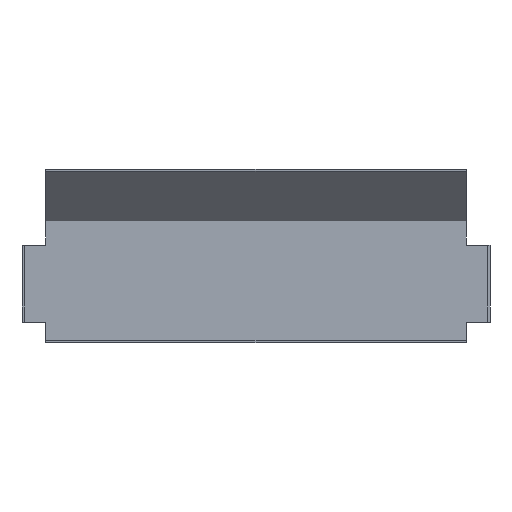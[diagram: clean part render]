
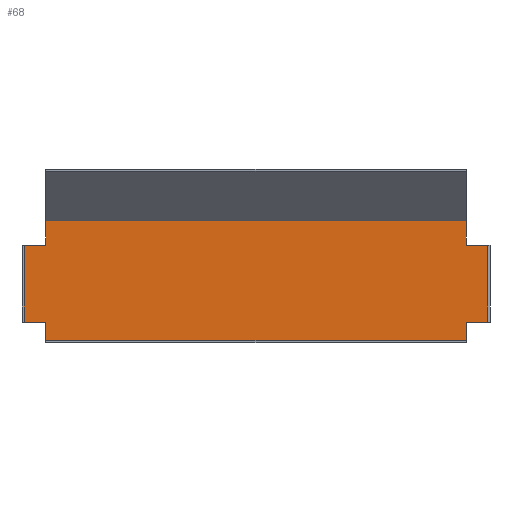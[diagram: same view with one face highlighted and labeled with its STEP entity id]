
A CAD part, front view. The second image highlights one B-rep face of the part: STEP entity #68.
In plain terms, the highlighted planar face has unit normal (0, -1, 0).
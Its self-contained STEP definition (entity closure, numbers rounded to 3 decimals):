
#6 = EDGE_CURVE ( 'NONE', #372, #1358, #884, .T. ) ;
#12 = VECTOR ( 'NONE', #1115, 1000. ) ;
#16 = EDGE_CURVE ( 'NONE', #803, #305, #1269, .T. ) ;
#26 = EDGE_CURVE ( 'NONE', #951, #265, #919, .T. ) ;
#39 = LINE ( 'NONE', #1525, #425 ) ;
#45 = DIRECTION ( 'NONE',  ( 0., 0., -1. ) ) ;
#53 = LINE ( 'NONE', #274, #1423 ) ;
#54 = PLANE ( 'NONE',  #628 ) ;
#68 = ADVANCED_FACE ( 'NONE', ( #1507 ), #54, .F. ) ;
#75 = DIRECTION ( 'NONE',  ( 0., 0., -1. ) ) ;
#89 = VERTEX_POINT ( 'NONE', #1535 ) ;
#122 = CARTESIAN_POINT ( 'NONE',  ( 136.5, -1.5, 40. ) ) ;
#131 = ORIENTED_EDGE ( 'NONE', *, *, #1505, .T. ) ;
#138 = LINE ( 'NONE', #1717, #1546 ) ;
#143 = VERTEX_POINT ( 'NONE', #681 ) ;
#152 = CARTESIAN_POINT ( 'NONE',  ( 150.5, -1.5, 0. ) ) ;
#162 = VERTEX_POINT ( 'NONE', #444 ) ;
#169 = CARTESIAN_POINT ( 'NONE',  ( -136.5, -1.5, -32.5 ) ) ;
#199 = EDGE_CURVE ( 'NONE', #162, #766, #424, .T. ) ;
#214 = VECTOR ( 'NONE', #1669, 1000. ) ;
#225 = ORIENTED_EDGE ( 'NONE', *, *, #639, .T. ) ;
#235 = EDGE_CURVE ( 'NONE', #886, #1272, #39, .T. ) ;
#244 = ORIENTED_EDGE ( 'NONE', *, *, #840, .F. ) ;
#263 = CARTESIAN_POINT ( 'NONE',  ( -150.5, -1.5, -26.5 ) ) ;
#265 = VERTEX_POINT ( 'NONE', #1282 ) ;
#274 = CARTESIAN_POINT ( 'NONE',  ( 144.5, -1.5, 23.5 ) ) ;
#293 = LINE ( 'NONE', #1324, #1617 ) ;
#299 = ORIENTED_EDGE ( 'NONE', *, *, #1417, .F. ) ;
#300 = CARTESIAN_POINT ( 'NONE',  ( 136.5, -1.5, 40. ) ) ;
#305 = VERTEX_POINT ( 'NONE', #1292 ) ;
#328 = DIRECTION ( 'NONE',  ( 0., 0., -1. ) ) ;
#342 = DIRECTION ( 'NONE',  ( 0., 0., -1. ) ) ;
#353 = CARTESIAN_POINT ( 'NONE',  ( -136.5, -1.5, -32.5 ) ) ;
#368 = EDGE_CURVE ( 'NONE', #766, #571, #1044, .T. ) ;
#372 = VERTEX_POINT ( 'NONE', #458 ) ;
#410 = VECTOR ( 'NONE', #328, 1000. ) ;
#417 = DIRECTION ( 'NONE',  ( 0., 0., 1. ) ) ;
#424 = LINE ( 'NONE', #122, #520 ) ;
#425 = VECTOR ( 'NONE', #1528, 1000. ) ;
#430 = CARTESIAN_POINT ( 'NONE',  ( -136.5, -1.5, -38.5 ) ) ;
#431 = ORIENTED_EDGE ( 'NONE', *, *, #368, .F. ) ;
#435 = LINE ( 'NONE', #982, #12 ) ;
#443 = VERTEX_POINT ( 'NONE', #1127 ) ;
#444 = CARTESIAN_POINT ( 'NONE',  ( 136.5, -1.5, -26.5 ) ) ;
#454 = VECTOR ( 'NONE', #621, 1000. ) ;
#458 = CARTESIAN_POINT ( 'NONE',  ( -144.5, -1.5, -26.5 ) ) ;
#465 = DIRECTION ( 'NONE',  ( 1., 0., 0. ) ) ;
#468 = VECTOR ( 'NONE', #735, 1000. ) ;
#485 = CARTESIAN_POINT ( 'NONE',  ( 136.5, -1.5, 36.893 ) ) ;
#493 = EDGE_CURVE ( 'NONE', #1563, #89, #1512, .T. ) ;
#502 = CARTESIAN_POINT ( 'NONE',  ( 136.5, -1.5, 40. ) ) ;
#504 = ORIENTED_EDGE ( 'NONE', *, *, #1249, .T. ) ;
#511 = LINE ( 'NONE', #1587, #1491 ) ;
#520 = VECTOR ( 'NONE', #45, 1000. ) ;
#528 = VECTOR ( 'NONE', #952, 1000. ) ;
#553 = DIRECTION ( 'NONE',  ( -1., 0., 0. ) ) ;
#561 = ORIENTED_EDGE ( 'NONE', *, *, #493, .F. ) ;
#571 = VERTEX_POINT ( 'NONE', #1329 ) ;
#598 = DIRECTION ( 'NONE',  ( 0., 0., -1. ) ) ;
#600 = LINE ( 'NONE', #1687, #890 ) ;
#602 = CARTESIAN_POINT ( 'NONE',  ( -136.5, -1.5, 40. ) ) ;
#620 = LINE ( 'NONE', #1556, #1579 ) ;
#621 = DIRECTION ( 'NONE',  ( 0., 0., -1. ) ) ;
#628 = AXIS2_PLACEMENT_3D ( 'NONE', #502, #764, #707 ) ;
#639 = EDGE_CURVE ( 'NONE', #143, #907, #717, .T. ) ;
#651 = LINE ( 'NONE', #1063, #946 ) ;
#655 = DIRECTION ( 'NONE',  ( 1., 0., 0. ) ) ;
#660 = VECTOR ( 'NONE', #655, 1000. ) ;
#675 = DIRECTION ( 'NONE',  ( 0., 0., 1. ) ) ;
#681 = CARTESIAN_POINT ( 'NONE',  ( -136.5, -1.5, -26.5 ) ) ;
#690 = EDGE_CURVE ( 'NONE', #1212, #443, #881, .T. ) ;
#707 = DIRECTION ( 'NONE',  ( 0., 0., 1. ) ) ;
#708 = VECTOR ( 'NONE', #598, 1000. ) ;
#717 = LINE ( 'NONE', #824, #708 ) ;
#726 = CARTESIAN_POINT ( 'NONE',  ( 144.5, -1.5, -26.5 ) ) ;
#735 = DIRECTION ( 'NONE',  ( 0., 0., -1. ) ) ;
#764 = DIRECTION ( 'NONE',  ( 0., 1., 0. ) ) ;
#766 = VERTEX_POINT ( 'NONE', #1677 ) ;
#771 = ORIENTED_EDGE ( 'NONE', *, *, #893, .T. ) ;
#780 = VECTOR ( 'NONE', #1291, 1000. ) ;
#792 = CARTESIAN_POINT ( 'NONE',  ( -144.5, -1.5, 23.5 ) ) ;
#799 = CARTESIAN_POINT ( 'NONE',  ( 144.5, -1.5, -26.5 ) ) ;
#803 = VERTEX_POINT ( 'NONE', #792 ) ;
#824 = CARTESIAN_POINT ( 'NONE',  ( -136.5, -1.5, 40. ) ) ;
#825 = VERTEX_POINT ( 'NONE', #1446 ) ;
#828 = DIRECTION ( 'NONE',  ( 1., 0., 0. ) ) ;
#840 = EDGE_CURVE ( 'NONE', #951, #162, #931, .T. ) ;
#844 = CARTESIAN_POINT ( 'NONE',  ( 144.5, -1.5, 23.5 ) ) ;
#872 = EDGE_CURVE ( 'NONE', #1514, #825, #600, .T. ) ;
#881 = LINE ( 'NONE', #602, #468 ) ;
#884 = LINE ( 'NONE', #1662, #780 ) ;
#886 = VERTEX_POINT ( 'NONE', #844 ) ;
#890 = VECTOR ( 'NONE', #75, 1000. ) ;
#893 = EDGE_CURVE ( 'NONE', #372, #143, #511, .T. ) ;
#907 = VERTEX_POINT ( 'NONE', #169 ) ;
#919 = LINE ( 'NONE', #1123, #660 ) ;
#931 = LINE ( 'NONE', #799, #214 ) ;
#946 = VECTOR ( 'NONE', #342, 1000. ) ;
#951 = VERTEX_POINT ( 'NONE', #726 ) ;
#952 = DIRECTION ( 'NONE',  ( 1., 0., 0. ) ) ;
#956 = EDGE_CURVE ( 'NONE', #1256, #571, #435, .T. ) ;
#961 = ORIENTED_EDGE ( 'NONE', *, *, #16, .T. ) ;
#982 = CARTESIAN_POINT ( 'NONE',  ( 136.5, -1.5, -38.5 ) ) ;
#1012 = EDGE_LOOP ( 'NONE', ( #1225, #1210, #961, #1667, #1513, #771, #225, #131, #1022, #431, #1518, #244, #1488, #1348, #1721, #504, #1605, #1468, #561, #299 ) ) ;
#1022 = ORIENTED_EDGE ( 'NONE', *, *, #956, .T. ) ;
#1044 = LINE ( 'NONE', #300, #410 ) ;
#1063 = CARTESIAN_POINT ( 'NONE',  ( -150.5, -1.5, 0. ) ) ;
#1064 = EDGE_CURVE ( 'NONE', #265, #1272, #1340, .T. ) ;
#1115 = DIRECTION ( 'NONE',  ( 1., 0., 0. ) ) ;
#1123 = CARTESIAN_POINT ( 'NONE',  ( 144.5, -1.5, -26.5 ) ) ;
#1127 = CARTESIAN_POINT ( 'NONE',  ( -136.5, -1.5, 23.5 ) ) ;
#1161 = EDGE_CURVE ( 'NONE', #803, #443, #138, .T. ) ;
#1201 = CARTESIAN_POINT ( 'NONE',  ( -136.5, -1.5, 36.893 ) ) ;
#1210 = ORIENTED_EDGE ( 'NONE', *, *, #1161, .F. ) ;
#1212 = VERTEX_POINT ( 'NONE', #1201 ) ;
#1225 = ORIENTED_EDGE ( 'NONE', *, *, #690, .T. ) ;
#1249 = EDGE_CURVE ( 'NONE', #886, #825, #53, .T. ) ;
#1256 = VERTEX_POINT ( 'NONE', #430 ) ;
#1269 = LINE ( 'NONE', #1399, #1586 ) ;
#1272 = VERTEX_POINT ( 'NONE', #1686 ) ;
#1282 = CARTESIAN_POINT ( 'NONE',  ( 150.5, -1.5, -26.5 ) ) ;
#1291 = DIRECTION ( 'NONE',  ( -1., 0., 0. ) ) ;
#1292 = CARTESIAN_POINT ( 'NONE',  ( -150.5, -1.5, 23.5 ) ) ;
#1296 = VECTOR ( 'NONE', #1592, 1000. ) ;
#1324 = CARTESIAN_POINT ( 'NONE',  ( 136.5, -1.5, 36.893 ) ) ;
#1329 = CARTESIAN_POINT ( 'NONE',  ( 136.5, -1.5, -38.5 ) ) ;
#1340 = LINE ( 'NONE', #152, #1296 ) ;
#1348 = ORIENTED_EDGE ( 'NONE', *, *, #1064, .T. ) ;
#1358 = VERTEX_POINT ( 'NONE', #263 ) ;
#1361 = CARTESIAN_POINT ( 'NONE',  ( 136.5, -1.5, 39.379 ) ) ;
#1362 = EDGE_CURVE ( 'NONE', #1514, #89, #293, .T. ) ;
#1386 = EDGE_CURVE ( 'NONE', #305, #1358, #651, .T. ) ;
#1392 = DIRECTION ( 'NONE',  ( -1., 0., 0. ) ) ;
#1399 = CARTESIAN_POINT ( 'NONE',  ( -144.5, -1.5, 23.5 ) ) ;
#1417 = EDGE_CURVE ( 'NONE', #1212, #1563, #620, .T. ) ;
#1423 = VECTOR ( 'NONE', #553, 1000. ) ;
#1446 = CARTESIAN_POINT ( 'NONE',  ( 136.5, -1.5, 23.5 ) ) ;
#1468 = ORIENTED_EDGE ( 'NONE', *, *, #1362, .T. ) ;
#1471 = LINE ( 'NONE', #353, #454 ) ;
#1488 = ORIENTED_EDGE ( 'NONE', *, *, #26, .T. ) ;
#1491 = VECTOR ( 'NONE', #465, 1000. ) ;
#1505 = EDGE_CURVE ( 'NONE', #907, #1256, #1471, .T. ) ;
#1507 = FACE_OUTER_BOUND ( 'NONE', #1012, .T. ) ;
#1512 = LINE ( 'NONE', #1361, #528 ) ;
#1513 = ORIENTED_EDGE ( 'NONE', *, *, #6, .F. ) ;
#1514 = VERTEX_POINT ( 'NONE', #485 ) ;
#1518 = ORIENTED_EDGE ( 'NONE', *, *, #199, .F. ) ;
#1525 = CARTESIAN_POINT ( 'NONE',  ( 136.5, -1.5, 23.5 ) ) ;
#1528 = DIRECTION ( 'NONE',  ( 1., 0., 0. ) ) ;
#1535 = CARTESIAN_POINT ( 'NONE',  ( 136.5, -1.5, 39.379 ) ) ;
#1536 = CARTESIAN_POINT ( 'NONE',  ( -136.5, -1.5, 39.379 ) ) ;
#1546 = VECTOR ( 'NONE', #828, 1000. ) ;
#1556 = CARTESIAN_POINT ( 'NONE',  ( -136.5, -1.5, 40. ) ) ;
#1563 = VERTEX_POINT ( 'NONE', #1536 ) ;
#1579 = VECTOR ( 'NONE', #675, 1000. ) ;
#1586 = VECTOR ( 'NONE', #1392, 1000. ) ;
#1587 = CARTESIAN_POINT ( 'NONE',  ( -144.5, -1.5, -26.5 ) ) ;
#1592 = DIRECTION ( 'NONE',  ( 0., 0., 1. ) ) ;
#1605 = ORIENTED_EDGE ( 'NONE', *, *, #872, .F. ) ;
#1617 = VECTOR ( 'NONE', #417, 1000. ) ;
#1662 = CARTESIAN_POINT ( 'NONE',  ( 136.5, -1.5, -26.5 ) ) ;
#1667 = ORIENTED_EDGE ( 'NONE', *, *, #1386, .T. ) ;
#1669 = DIRECTION ( 'NONE',  ( -1., 0., 0. ) ) ;
#1677 = CARTESIAN_POINT ( 'NONE',  ( 136.5, -1.5, -32.5 ) ) ;
#1686 = CARTESIAN_POINT ( 'NONE',  ( 150.5, -1.5, 23.5 ) ) ;
#1687 = CARTESIAN_POINT ( 'NONE',  ( 136.5, -1.5, 40. ) ) ;
#1717 = CARTESIAN_POINT ( 'NONE',  ( -144.5, -1.5, 23.5 ) ) ;
#1721 = ORIENTED_EDGE ( 'NONE', *, *, #235, .F. ) ;
